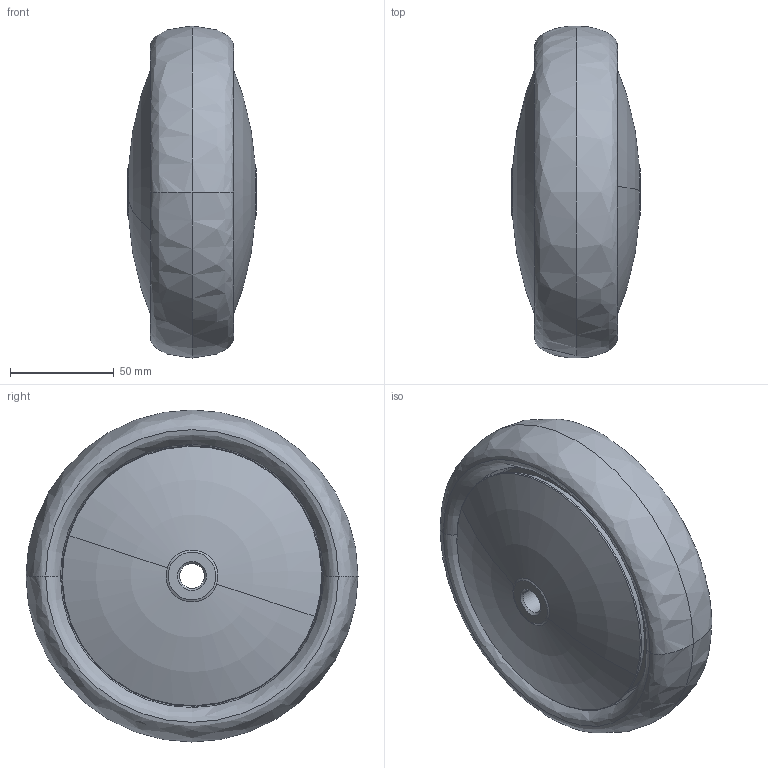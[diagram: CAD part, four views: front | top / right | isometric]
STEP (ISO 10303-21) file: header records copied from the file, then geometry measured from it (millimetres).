
FILE_DESCRIPTION (( 'STEP AP214' ), '1' );
FILE_NAME ('0026625.step', '2020-10-15T11:23:54', ( '' ), ( '' ), 'SwSTEP 2.0', 'SolidWorks 2018', '' );
FILE_SCHEMA (( 'AUTOMOTIVE_DESIGN' ));
Length unit declared in the file: millimetre
Products named in the file (1): 0026625
Bounding box: 62 x 160 x 160 mm (x, y, z)
Surface area: 89840 mm2 (no closed solid volume)
Topology: 0 solids, 5 shells, 52 faces, 122 edges, 74 vertices
Faces by surface type: cone 16, torus 16, bspline 12, plane 4, cylinder 4
Entity records: 2235 total; most frequent: CARTESIAN_POINT 465, DIRECTION 282, ORIENTED_EDGE 224, AXIS2_PLACEMENT_3D 131, EDGE_CURVE 122, CIRCLE 90, VERTEX_POINT 74, EDGE_LOOP 56
